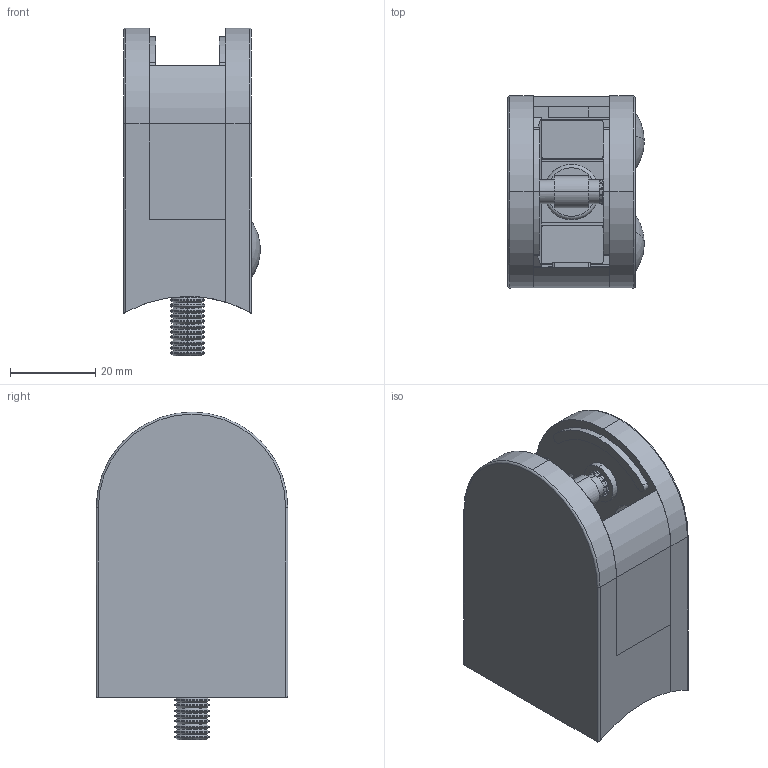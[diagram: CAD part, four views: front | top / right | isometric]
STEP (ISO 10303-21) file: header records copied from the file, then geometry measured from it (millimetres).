
FILE_DESCRIPTION (( 'STEP AP203' ), '1' );
FILE_NAME ('3860-V2A.step', '2017-02-20T11:55:23', ( '' ), ( '' ), 'SwSTEP 2.0', 'SolidWorks 2015', '' );
FILE_SCHEMA (( 'CONFIG_CONTROL_DESIGN' ));
Length unit declared in the file: millimetre
Products named in the file (13): 38-Stift Teil2_38-Stift-GU; 38xx-XXX Teil1_3860-V2A; 3860-V2A; 38-Boden-XXX_38-Boden-V2A; 38-Stift Teil1_38-Stift-Teil1; 38-Boden-XXX-OG_38-Boden-V2A; socket head cap screw_din_DIN 912 M8 x 20 --- 20S; 38-Boden-GU_38-Boden-GU; 38xx-XXX Teil2_3860-V2A; 38-Stift_38-Stift; 38-Kappe_38-Kappe; socket countersunk head screw_din_DIN 7991 - M6 x 16 --- 16S; 38-Gummi_38-Gummi
Assembly tree (15 placements, depth 3):
  3860-V2A
    38xx-XXX Teil1_3860-V2A
    38-Gummi_38-Gummi  x2
    38xx-XXX Teil2_3860-V2A
    socket head cap screw_din_DIN 912 M8 x 20 --- 20S
    socket countersunk head screw_din_DIN 7991 - M6 x 16 --- 16S  x2
    38-Stift_38-Stift
      38-Stift Teil1_38-Stift-Teil1
      38-Stift Teil2_38-Stift-GU
    38-Kappe_38-Kappe  x2
    38-Boden-XXX_38-Boden-V2A
      38-Boden-XXX-OG_38-Boden-V2A
      38-Boden-GU_38-Boden-GU
Bounding box: 32.11 x 45 x 77 mm (x, y, z)
Volume: 43664.1 mm3; surface area: 27913 mm2
Topology: 13 solids, 20 shells, 1985 faces, 5197 edges, 3412 vertices
Faces by surface type: plane 927, bspline 576, cylinder 279, cone 189, torus 10, sphere 4
Entity records: 87439 total; most frequent: CARTESIAN_POINT 43357, ORIENTED_EDGE 9810, DIRECTION 6954, EDGE_CURVE 4905, VERTEX_POINT 3236, LINE 2972, VECTOR 2972, EDGE_LOOP 2051
